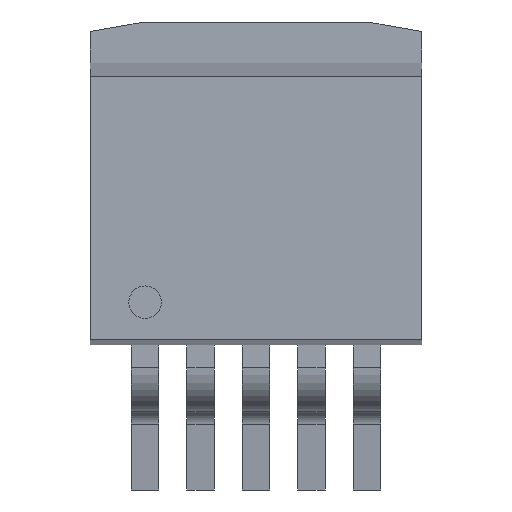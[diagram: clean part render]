
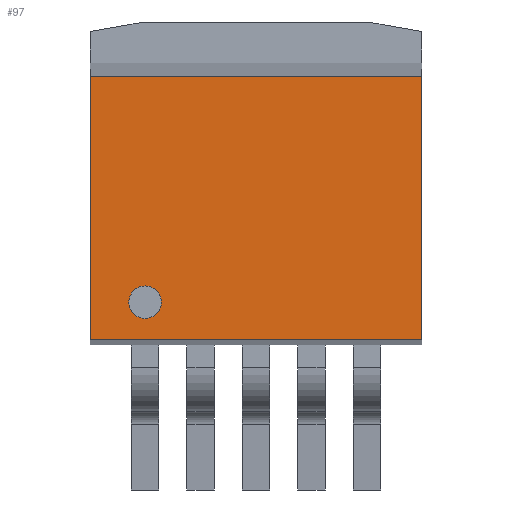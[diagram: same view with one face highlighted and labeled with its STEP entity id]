
A CAD part, top view. The second image highlights one B-rep face of the part: STEP entity #97.
In plain terms, the highlighted planar face has unit normal (0, 0, 1).
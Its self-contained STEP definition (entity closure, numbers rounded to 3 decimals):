
#21 = ORIENTED_EDGE ( 'NONE', *, *, #1626, .F. ) ;
#94 = CARTESIAN_POINT ( 'NONE',  ( -5.08, 8.64, 4.57 ) ) ;
#97 = ADVANCED_FACE ( 'NONE', ( #1106, #981 ), #2926, .T. ) ;
#349 = EDGE_LOOP ( 'NONE', ( #697 ) ) ;
#365 = AXIS2_PLACEMENT_3D ( 'NONE', #94, #376, #1820 ) ;
#376 = DIRECTION ( 'NONE',  ( 0., 0., 1. ) ) ;
#378 = VERTEX_POINT ( 'NONE', #789 ) ;
#461 = CARTESIAN_POINT ( 'NONE',  ( -2.9, 1.31, 4.57 ) ) ;
#643 = EDGE_CURVE ( 'NONE', #2014, #2499, #3542, .T. ) ;
#697 = ORIENTED_EDGE ( 'NONE', *, *, #2365, .F. ) ;
#741 = ORIENTED_EDGE ( 'NONE', *, *, #4032, .T. ) ;
#786 = ORIENTED_EDGE ( 'NONE', *, *, #3181, .T. ) ;
#789 = CARTESIAN_POINT ( 'NONE',  ( 5.08, 8.235, 4.57 ) ) ;
#815 = LINE ( 'NONE', #1642, #3435 ) ;
#981 = FACE_OUTER_BOUND ( 'NONE', #2226, .T. ) ;
#1019 = CARTESIAN_POINT ( 'NONE',  ( 5.08, 0.164, 4.57 ) ) ;
#1106 = FACE_BOUND ( 'NONE', #349, .T. ) ;
#1360 = VECTOR ( 'NONE', #3150, 1000. ) ;
#1386 = CARTESIAN_POINT ( 'NONE',  ( 5.08, 0., 4.57 ) ) ;
#1472 = LINE ( 'NONE', #1386, #1360 ) ;
#1612 = CARTESIAN_POINT ( 'NONE',  ( -5.08, 0.164, 4.57 ) ) ;
#1626 = EDGE_CURVE ( 'NONE', #3586, #2499, #3100, .T. ) ;
#1642 = CARTESIAN_POINT ( 'NONE',  ( -5.08, 8.235, 4.57 ) ) ;
#1745 = VECTOR ( 'NONE', #3522, 1000. ) ;
#1820 = DIRECTION ( 'NONE',  ( 1., 0., 0. ) ) ;
#1827 = VERTEX_POINT ( 'NONE', #461 ) ;
#2014 = VERTEX_POINT ( 'NONE', #2344 ) ;
#2141 = DIRECTION ( 'NONE',  ( -1., 0., 0. ) ) ;
#2190 = VECTOR ( 'NONE', #2141, 1000. ) ;
#2226 = EDGE_LOOP ( 'NONE', ( #21, #741, #786, #3700 ) ) ;
#2290 = CARTESIAN_POINT ( 'NONE',  ( -3.4, 1.31, 4.57 ) ) ;
#2314 = DIRECTION ( 'NONE',  ( 0., 0., 1. ) ) ;
#2344 = CARTESIAN_POINT ( 'NONE',  ( -5.08, 8.235, 4.57 ) ) ;
#2365 = EDGE_CURVE ( 'NONE', #1827, #1827, #4252, .T. ) ;
#2377 = DIRECTION ( 'NONE',  ( 1., 0., 0. ) ) ;
#2499 = VERTEX_POINT ( 'NONE', #2799 ) ;
#2799 = CARTESIAN_POINT ( 'NONE',  ( -5.08, 0.164, 4.57 ) ) ;
#2926 = PLANE ( 'NONE',  #365 ) ;
#3100 = LINE ( 'NONE', #1612, #2190 ) ;
#3150 = DIRECTION ( 'NONE',  ( 0., 1., 0. ) ) ;
#3181 = EDGE_CURVE ( 'NONE', #378, #2014, #815, .T. ) ;
#3435 = VECTOR ( 'NONE', #3591, 1000. ) ;
#3476 = CARTESIAN_POINT ( 'NONE',  ( -5.08, 8.64, 4.57 ) ) ;
#3522 = DIRECTION ( 'NONE',  ( 0., -1., 0. ) ) ;
#3542 = LINE ( 'NONE', #3476, #1745 ) ;
#3586 = VERTEX_POINT ( 'NONE', #1019 ) ;
#3591 = DIRECTION ( 'NONE',  ( -1., 0., 0. ) ) ;
#3651 = AXIS2_PLACEMENT_3D ( 'NONE', #2290, #2314, #2377 ) ;
#3700 = ORIENTED_EDGE ( 'NONE', *, *, #643, .T. ) ;
#4032 = EDGE_CURVE ( 'NONE', #3586, #378, #1472, .T. ) ;
#4252 = CIRCLE ( 'NONE', #3651, 0.5 ) ;
